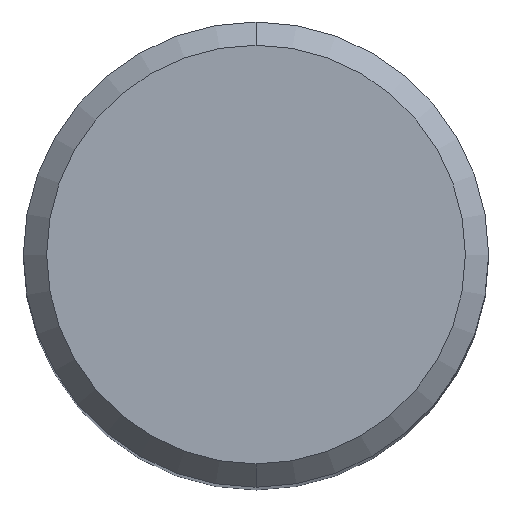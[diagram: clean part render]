
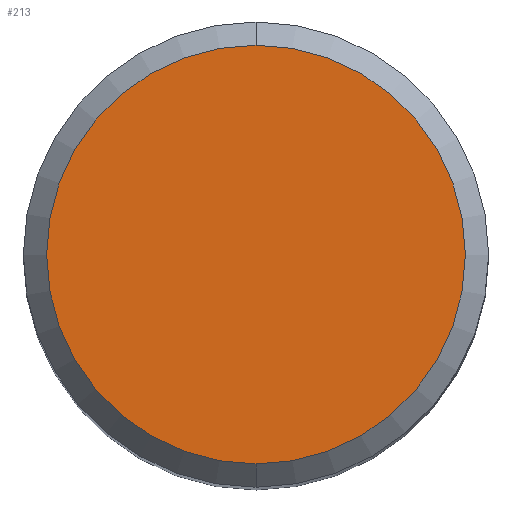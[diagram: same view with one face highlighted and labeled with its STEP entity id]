
A CAD part, top view. The second image highlights one B-rep face of the part: STEP entity #213.
In plain terms, the highlighted planar face has unit normal (0, 0, 1).
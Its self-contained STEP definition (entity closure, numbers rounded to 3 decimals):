
#185=VERTEX_POINT('',#488);
#213=ADVANCED_FACE('',(#517),#518,.T.);
#261=EDGE_CURVE('',#397,#185,#570,.T.);
#327=EDGE_CURVE('',#185,#397,#645,.T.);
#397=VERTEX_POINT('',#722);
#488=CARTESIAN_POINT('',(0.,-5.4,0.0));
#517=FACE_OUTER_BOUND('',#886,.T.);
#518=PLANE('',#887);
#570=CIRCLE('',#979,5.4);
#645=CIRCLE('',#1101,5.4);
#722=CARTESIAN_POINT('',(0.0,5.4,0.0));
#886=EDGE_LOOP('',(#1534,#1535));
#887=AXIS2_PLACEMENT_3D('',#1536,#1537,#1538);
#979=AXIS2_PLACEMENT_3D('',#1594,#1595,#1596);
#1101=AXIS2_PLACEMENT_3D('',#1694,#1695,#1696);
#1534=ORIENTED_EDGE('',*,*,#261,.F.);
#1535=ORIENTED_EDGE('',*,*,#327,.F.);
#1536=CARTESIAN_POINT('',(0.0,2.7,0.0));
#1537=DIRECTION('',(-0.0,0.0,1.0));
#1538=DIRECTION('',(0.0,-1.0,0.0));
#1594=CARTESIAN_POINT('',(0.0,0.0,0.0));
#1595=DIRECTION('',(0.0,0.0,-1.0));
#1596=DIRECTION('',(0.0,1.0,0.0));
#1694=CARTESIAN_POINT('',(0.0,0.0,0.0));
#1695=DIRECTION('',(0.0,0.0,-1.0));
#1696=DIRECTION('',(0.0,1.0,0.0));
